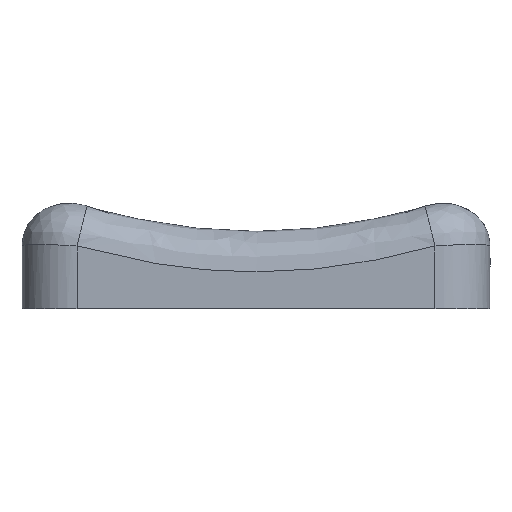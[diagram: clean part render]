
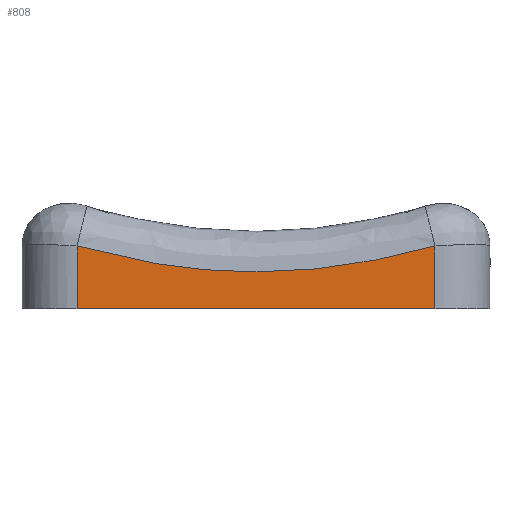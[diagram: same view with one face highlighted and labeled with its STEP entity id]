
A CAD part, front view. The second image highlights one B-rep face of the part: STEP entity #808.
In plain terms, the highlighted planar face has unit normal (0, -1, 0).
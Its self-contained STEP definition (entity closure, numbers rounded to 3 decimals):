
#21=PLANE('',#851);
#36=LINE('',#4769,#64);
#43=LINE('',#4994,#71);
#50=LINE('',#5368,#78);
#64=VECTOR('',#909,10.);
#71=VECTOR('',#934,10.);
#78=VECTOR('',#957,10.);
#116=FACE_OUTER_BOUND('',#147,.T.);
#147=EDGE_LOOP('',(#748,#749,#750,#751,#752));
#235=B_SPLINE_CURVE_WITH_KNOTS('',3,(#5345,#5346,#5347,#5348,#5349,#5350,
#5351,#5352,#5353,#5354),.UNSPECIFIED.,.F.,.F.,(4,2,2,2,4),(0.,
0.027,0.083,0.199,0.658),
 .UNSPECIFIED.);
#236=B_SPLINE_CURVE_WITH_KNOTS('',3,(#5355,#5356,#5357,#5358,#5359,#5360,
#5361,#5362,#5363,#5364,#5365,#5366),.UNSPECIFIED.,.F.,.F.,(4,2,2,2,2,4),
(0.658,0.662,1.125,1.241,1.297,
1.316),.UNSPECIFIED.);
#350=VERTEX_POINT('',#4748);
#352=VERTEX_POINT('',#4768);
#359=VERTEX_POINT('',#4993);
#367=VERTEX_POINT('',#5216);
#368=VERTEX_POINT('',#5344);
#470=EDGE_CURVE('',#352,#350,#36,.T.);
#484=EDGE_CURVE('',#359,#352,#43,.T.);
#499=EDGE_CURVE('',#367,#368,#235,.T.);
#500=EDGE_CURVE('',#368,#350,#236,.T.);
#501=EDGE_CURVE('',#359,#367,#50,.T.);
#748=ORIENTED_EDGE('',*,*,#499,.F.);
#749=ORIENTED_EDGE('',*,*,#501,.F.);
#750=ORIENTED_EDGE('',*,*,#484,.T.);
#751=ORIENTED_EDGE('',*,*,#470,.T.);
#752=ORIENTED_EDGE('',*,*,#500,.F.);
#808=ADVANCED_FACE('',(#116),#21,.T.);
#851=AXIS2_PLACEMENT_3D('',#5367,#955,#956);
#909=DIRECTION('',(0.,0.,1.));
#934=DIRECTION('',(1.,0.,0.));
#955=DIRECTION('center_axis',(0.,-1.,0.));
#956=DIRECTION('ref_axis',(1.,0.,0.));
#957=DIRECTION('',(0.,0.,1.));
#4748=CARTESIAN_POINT('',(6.5,-8.5,2.279));
#4768=CARTESIAN_POINT('',(6.5,-8.5,0.));
#4769=CARTESIAN_POINT('',(6.5,-8.5,0.153));
#4993=CARTESIAN_POINT('',(-6.5,-8.5,0.));
#4994=CARTESIAN_POINT('',(-3.25,-8.5,0.));
#5216=CARTESIAN_POINT('',(-6.5,-8.5,2.279));
#5344=CARTESIAN_POINT('',(0.,-8.5,1.336));
#5345=CARTESIAN_POINT('Ctrl Pts',(-6.5,-8.5,2.279));
#5346=CARTESIAN_POINT('Ctrl Pts',(-6.413,-8.5,2.257));
#5347=CARTESIAN_POINT('Ctrl Pts',(-6.327,-8.5,2.235));
#5348=CARTESIAN_POINT('Ctrl Pts',(-6.06,-8.5,2.167));
#5349=CARTESIAN_POINT('Ctrl Pts',(-5.88,-8.5,2.121));
#5350=CARTESIAN_POINT('Ctrl Pts',(-5.324,-8.5,1.981));
#5351=CARTESIAN_POINT('Ctrl Pts',(-4.948,-8.5,1.892));
#5352=CARTESIAN_POINT('Ctrl Pts',(-3.066,-8.5,1.497));
#5353=CARTESIAN_POINT('Ctrl Pts',(-1.533,-8.5,1.336));
#5354=CARTESIAN_POINT('Ctrl Pts',(0.,-8.5,1.336));
#5355=CARTESIAN_POINT('Ctrl Pts',(0.,-8.5,1.336));
#5356=CARTESIAN_POINT('Ctrl Pts',(0.013,-8.5,1.336));
#5357=CARTESIAN_POINT('Ctrl Pts',(0.025,-8.5,1.336));
#5358=CARTESIAN_POINT('Ctrl Pts',(1.585,-8.5,1.339));
#5359=CARTESIAN_POINT('Ctrl Pts',(3.132,-8.5,1.506));
#5360=CARTESIAN_POINT('Ctrl Pts',(5.021,-8.5,1.909));
#5361=CARTESIAN_POINT('Ctrl Pts',(5.396,-8.5,1.999));
#5362=CARTESIAN_POINT('Ctrl Pts',(5.95,-8.5,2.139));
#5363=CARTESIAN_POINT('Ctrl Pts',(6.129,-8.5,2.185));
#5364=CARTESIAN_POINT('Ctrl Pts',(6.372,-8.5,2.247));
#5365=CARTESIAN_POINT('Ctrl Pts',(6.436,-8.5,2.263));
#5366=CARTESIAN_POINT('Ctrl Pts',(6.5,-8.5,2.279));
#5367=CARTESIAN_POINT('Origin',(-6.5,-8.5,0.153));
#5368=CARTESIAN_POINT('',(-6.5,-8.5,0.153));
